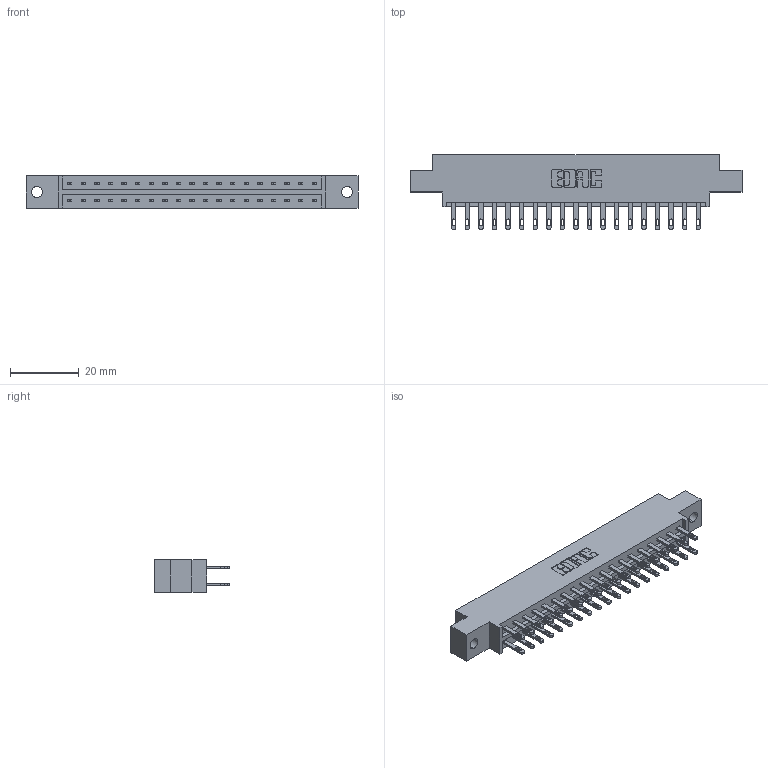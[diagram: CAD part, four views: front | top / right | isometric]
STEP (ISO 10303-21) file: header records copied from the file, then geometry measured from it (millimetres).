
FILE_DESCRIPTION (( 'STEP AP203' ), '1' );
FILE_NAME ('333-038-500-802.STEP', '2018-08-03T03:18:13', ( '' ), ( '' ), 'SwSTEP 2.0', 'SolidWorks 2016', '' );
FILE_SCHEMA (( 'CONFIG_CONTROL_DESIGN' ));
Length unit declared in the file: inch
Products named in the file (3): 333-038-500-802; 333 Part_Offset - .128 Dia; 345-292-001_345-293-100
Assembly tree (39 placements, depth 2):
  333-038-500-802
    333 Part_Offset - .128 Dia
    345-292-001_345-293-100  x38
Bounding box: 96.82 x 21.85 x 9.4 mm (x, y, z)
Volume: 9521.8 mm3; surface area: 11375.7 mm2
Topology: 39 solids, 39 shells, 1942 faces, 5909 edges, 3938 vertices
Faces by surface type: plane 1214, cylinder 728
Entity records: 15263 total; most frequent: CARTESIAN_POINT 2558, ORIENTED_EDGE 2494, DIRECTION 2227, EDGE_CURVE 1247, VECTOR 1115, LINE 1115, VERTEX_POINT 830, AXIS2_PLACEMENT_3D 556
